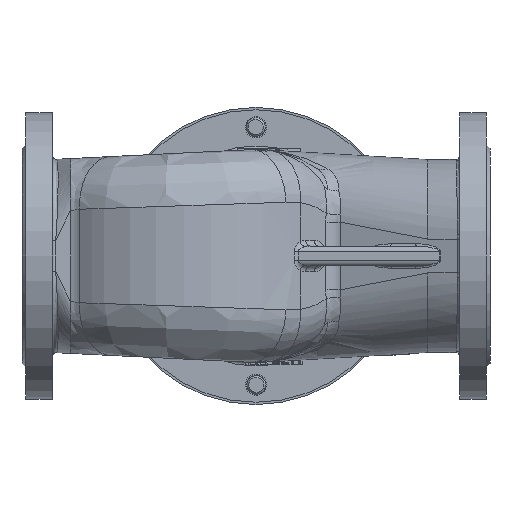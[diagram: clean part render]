
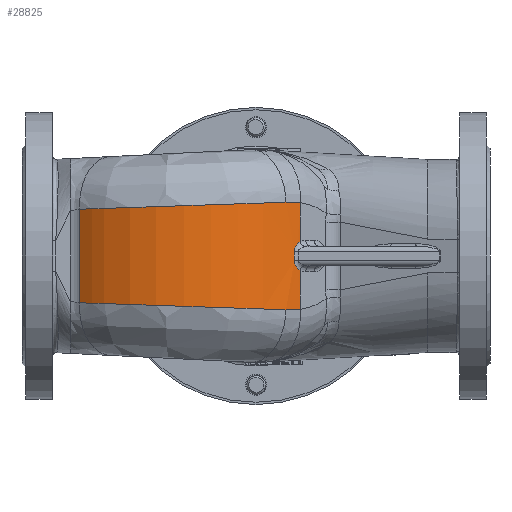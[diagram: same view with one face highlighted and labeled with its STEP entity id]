
A CAD part, front view. The second image highlights one B-rep face of the part: STEP entity #28825.
In plain terms, the highlighted cylindrical face has radius 142 mm (diameter 284 mm), a partial arc.
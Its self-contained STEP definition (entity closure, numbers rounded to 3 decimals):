
#381=ELLIPSE('',#31760,142.081,142.);
#417=ELLIPSE('',#31884,142.081,142.);
#3328=FACE_OUTER_BOUND('',#5089,.T.);
#5089=EDGE_LOOP('',(#26913,#26914,#26915,#26916,#26917,#26918,#26919,#26920,
#26921,#26922));
#6961=LINE('',#103038,#8902);
#6996=LINE('',#106655,#8937);
#7014=LINE('',#107367,#8955);
#7020=LINE('',#107401,#8961);
#8902=VECTOR('',#39478,1.);
#8937=VECTOR('',#39663,1.);
#8955=VECTOR('',#39743,1.);
#8961=VECTOR('',#39787,1.);
#11031=B_SPLINE_CURVE_WITH_KNOTS('',3,(#102231,#102232,#102233,#102234,
#102235,#102236,#102237,#102238,#102239,#102240,#102241,#102242,#102243,
#102244),.UNSPECIFIED.,.F.,.F.,(4,1,1,1,1,1,1,1,1,1,1,4),(-12.3,
-10.543,-8.786,-7.688,-7.029,
-6.15,-5.272,-4.832,-4.393,
-3.075,-1.757,0.),.UNSPECIFIED.);
#11059=B_SPLINE_CURVE_WITH_KNOTS('',3,(#105837,#105838,#105839,#105840,
#105841),.UNSPECIFIED.,.F.,.F.,(4,1,4),(-11.205,-4.802,
0.),.UNSPECIFIED.);
#11061=B_SPLINE_CURVE_WITH_KNOTS('',3,(#106640,#106641,#106642,#106643,
#106644,#106645,#106646,#106647,#106648,#106649,#106650,#106651,#106652,
#106653),.UNSPECIFIED.,.F.,.F.,(4,1,1,1,1,1,1,1,1,1,1,4),(-12.3,
-10.543,-8.786,-7.688,-7.029,
-6.15,-5.272,-4.832,-4.393,
-3.075,-1.757,0.),.UNSPECIFIED.);
#11083=B_SPLINE_CURVE_WITH_KNOTS('',3,(#109846,#109847,#109848,#109849,
#109850),.UNSPECIFIED.,.F.,.F.,(4,1,4),(-11.205,-4.802,
0.),.UNSPECIFIED.);
#13913=VERTEX_POINT('',#102127);
#13915=VERTEX_POINT('',#102230);
#13935=VERTEX_POINT('',#103036);
#13976=VERTEX_POINT('',#105835);
#13977=VERTEX_POINT('',#105963);
#13997=VERTEX_POINT('',#106468);
#13999=VERTEX_POINT('',#106638);
#14015=VERTEX_POINT('',#107365);
#14024=VERTEX_POINT('',#107400);
#14055=VERTEX_POINT('',#109845);
#18074=EDGE_CURVE('',#13913,#13915,#11031,.T.);
#18112=EDGE_CURVE('',#13935,#13913,#6961,.T.);
#18186=EDGE_CURVE('',#13935,#13976,#11059,.T.);
#18192=EDGE_CURVE('',#13976,#13977,#381,.T.);
#18225=EDGE_CURVE('',#13997,#13999,#11061,.T.);
#18226=EDGE_CURVE('',#13999,#13915,#6996,.T.);
#18264=EDGE_CURVE('',#14015,#13977,#7014,.T.);
#18279=EDGE_CURVE('',#14024,#13997,#7020,.T.);
#18345=EDGE_CURVE('',#14024,#14055,#11083,.T.);
#18350=EDGE_CURVE('',#14055,#14015,#417,.T.);
#26913=ORIENTED_EDGE('',*,*,#18225,.T.);
#26914=ORIENTED_EDGE('',*,*,#18226,.T.);
#26915=ORIENTED_EDGE('',*,*,#18074,.F.);
#26916=ORIENTED_EDGE('',*,*,#18112,.F.);
#26917=ORIENTED_EDGE('',*,*,#18186,.T.);
#26918=ORIENTED_EDGE('',*,*,#18192,.T.);
#26919=ORIENTED_EDGE('',*,*,#18264,.F.);
#26920=ORIENTED_EDGE('',*,*,#18350,.F.);
#26921=ORIENTED_EDGE('',*,*,#18345,.F.);
#26922=ORIENTED_EDGE('',*,*,#18279,.T.);
#27329=CYLINDRICAL_SURFACE('',#31889,142.);
#28825=ADVANCED_FACE('',(#3328),#27329,.T.);
#31760=AXIS2_PLACEMENT_3D('',#106070,#39597,#39598);
#31884=AXIS2_PLACEMENT_3D('',#110077,#39899,#39900);
#31889=AXIS2_PLACEMENT_3D('',#110083,#39910,#39911);
#39478=DIRECTION('',(0.,0.,-1.));
#39597=DIRECTION('center_axis',(0.034,0.,
-0.999));
#39598=DIRECTION('ref_axis',(-0.999,0.,-0.034));
#39663=DIRECTION('',(0.,0.,1.));
#39743=DIRECTION('',(0.,0.,1.));
#39787=DIRECTION('',(0.,0.,1.));
#39899=DIRECTION('center_axis',(-0.034,0.,
-0.999));
#39900=DIRECTION('ref_axis',(-0.999,0.,0.034));
#39910=DIRECTION('center_axis',(0.,0.,
1.));
#39911=DIRECTION('ref_axis',(1.,0.,0.));
#102127=CARTESIAN_POINT('',(293.92,79.825,47.646));
#102230=CARTESIAN_POINT('',(288.582,74.757,38.847));
#102231=CARTESIAN_POINT('Ctrl Pts',(293.92,79.825,47.646));
#102232=CARTESIAN_POINT('Ctrl Pts',(293.546,79.451,47.436));
#102233=CARTESIAN_POINT('Ctrl Pts',(292.804,78.717,46.96));
#102234=CARTESIAN_POINT('Ctrl Pts',(291.872,77.815,46.179));
#102235=CARTESIAN_POINT('Ctrl Pts',(291.205,77.18,45.485));
#102236=CARTESIAN_POINT('Ctrl Pts',(290.731,76.734,44.921));
#102237=CARTESIAN_POINT('Ctrl Pts',(290.318,76.347,44.362));
#102238=CARTESIAN_POINT('Ctrl Pts',(289.968,76.023,43.809));
#102239=CARTESIAN_POINT('Ctrl Pts',(289.71,75.785,43.342));
#102240=CARTESIAN_POINT('Ctrl Pts',(289.407,75.506,42.739));
#102241=CARTESIAN_POINT('Ctrl Pts',(289.044,75.174,41.844));
#102242=CARTESIAN_POINT('Ctrl Pts',(288.681,74.845,40.462));
#102243=CARTESIAN_POINT('Ctrl Pts',(288.582,74.757,39.433));
#102244=CARTESIAN_POINT('Ctrl Pts',(288.582,74.757,38.847));
#103036=CARTESIAN_POINT('',(293.92,79.825,80.943));
#103038=CARTESIAN_POINT('',(293.92,79.825,135.347));
#105835=CARTESIAN_POINT('',(281.677,68.92,81.291));
#105837=CARTESIAN_POINT('Ctrl Pts',(293.92,79.825,80.943));
#105838=CARTESIAN_POINT('Ctrl Pts',(291.721,77.625,81.143));
#105839=CARTESIAN_POINT('Ctrl Pts',(287.723,73.882,81.375));
#105840=CARTESIAN_POINT('Ctrl Pts',(283.513,70.374,81.353));
#105841=CARTESIAN_POINT('Ctrl Pts',(281.677,68.92,81.291));
#105963=CARTESIAN_POINT('',(105.099,69.116,75.322));
#106070=CARTESIAN_POINT('Origin',(193.511,180.234,78.311));
#106468=CARTESIAN_POINT('',(293.92,79.825,23.049));
#106638=CARTESIAN_POINT('',(288.582,74.757,31.847));
#106640=CARTESIAN_POINT('Ctrl Pts',(293.92,79.825,23.049));
#106641=CARTESIAN_POINT('Ctrl Pts',(293.546,79.451,23.258));
#106642=CARTESIAN_POINT('Ctrl Pts',(292.804,78.717,23.735));
#106643=CARTESIAN_POINT('Ctrl Pts',(291.872,77.815,24.516));
#106644=CARTESIAN_POINT('Ctrl Pts',(291.205,77.18,25.21));
#106645=CARTESIAN_POINT('Ctrl Pts',(290.731,76.734,25.774));
#106646=CARTESIAN_POINT('Ctrl Pts',(290.318,76.347,26.333));
#106647=CARTESIAN_POINT('Ctrl Pts',(289.968,76.023,26.886));
#106648=CARTESIAN_POINT('Ctrl Pts',(289.71,75.785,27.353));
#106649=CARTESIAN_POINT('Ctrl Pts',(289.407,75.506,27.956));
#106650=CARTESIAN_POINT('Ctrl Pts',(289.044,75.174,28.851));
#106651=CARTESIAN_POINT('Ctrl Pts',(288.681,74.845,30.233));
#106652=CARTESIAN_POINT('Ctrl Pts',(288.582,74.757,31.262));
#106653=CARTESIAN_POINT('Ctrl Pts',(288.582,74.757,31.847));
#106655=CARTESIAN_POINT('',(288.582,74.757,135.347));
#107365=CARTESIAN_POINT('',(105.099,69.116,-4.627));
#107367=CARTESIAN_POINT('',(105.099,69.116,-64.653));
#107400=CARTESIAN_POINT('',(293.92,79.825,-10.248));
#107401=CARTESIAN_POINT('',(293.92,79.825,-64.653));
#109845=CARTESIAN_POINT('',(281.677,68.92,-10.596));
#109846=CARTESIAN_POINT('Ctrl Pts',(293.92,79.825,-10.248));
#109847=CARTESIAN_POINT('Ctrl Pts',(291.721,77.625,-10.448));
#109848=CARTESIAN_POINT('Ctrl Pts',(287.723,73.882,-10.681));
#109849=CARTESIAN_POINT('Ctrl Pts',(283.513,70.374,-10.658));
#109850=CARTESIAN_POINT('Ctrl Pts',(281.677,68.92,-10.596));
#110077=CARTESIAN_POINT('Origin',(193.511,180.234,-7.616));
#110083=CARTESIAN_POINT('Origin',(193.511,180.234,135.347));
